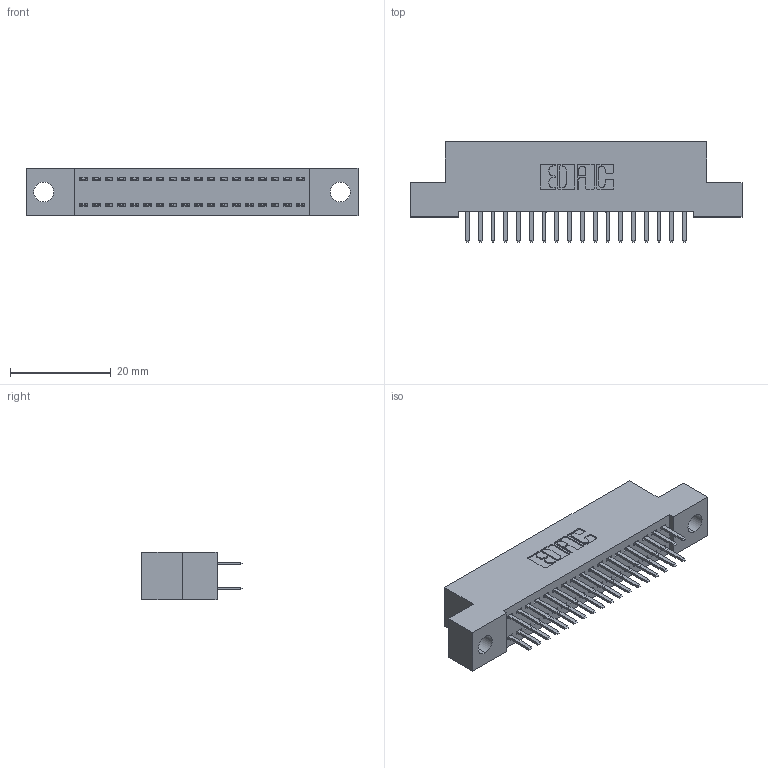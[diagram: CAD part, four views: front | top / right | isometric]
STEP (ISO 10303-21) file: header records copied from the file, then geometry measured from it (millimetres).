
FILE_DESCRIPTION (( 'STEP AP203' ), '1' );
FILE_NAME ('342-036-520-204.STEP', '2018-08-11T19:54:44', ( '' ), ( '' ), 'SwSTEP 2.0', 'SolidWorks 2016', '' );
FILE_SCHEMA (( 'CONFIG_CONTROL_DESIGN' ));
Length unit declared in the file: inch
Products named in the file (3): 342 Part_.156 TH; 345-292-001_345-293-120; 342-036-520-204
Assembly tree (37 placements, depth 2):
  342-036-520-204
    342 Part_.156 TH
    345-292-001_345-293-120  x36
Bounding box: 66.04 x 20.02 x 9.4 mm (x, y, z)
Volume: 5717.2 mm3; surface area: 8501.7 mm2
Topology: 37 solids, 37 shells, 2126 faces, 6167 edges, 4014 vertices
Faces by surface type: plane 1434, cylinder 692
Entity records: 14669 total; most frequent: CARTESIAN_POINT 2470, ORIENTED_EDGE 2394, DIRECTION 2141, EDGE_CURVE 1197, VECTOR 1065, LINE 1065, VERTEX_POINT 794, AXIS2_PLACEMENT_3D 538
